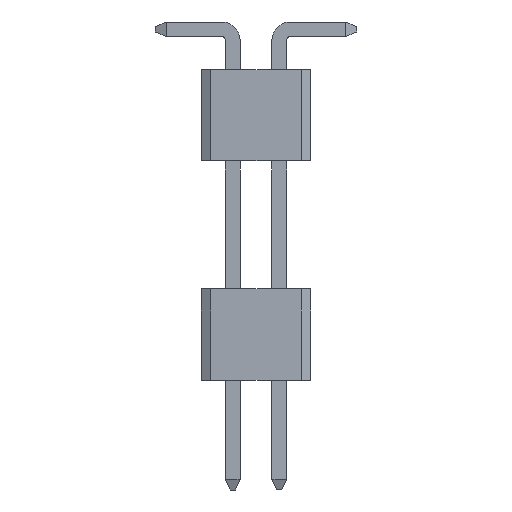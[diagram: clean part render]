
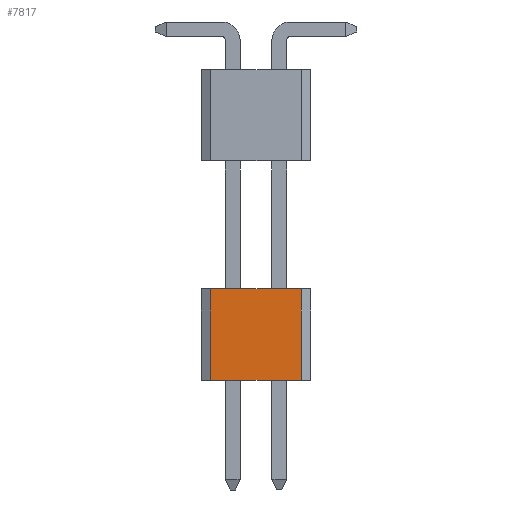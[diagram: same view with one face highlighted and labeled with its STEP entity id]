
A CAD part, left-side view. The second image highlights one B-rep face of the part: STEP entity #7817.
In plain terms, the highlighted planar face has unit normal (-1, 0, 0).
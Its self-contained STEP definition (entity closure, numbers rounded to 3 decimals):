
#316=FACE_OUTER_BOUND('',#724,.T.);
#724=EDGE_LOOP('',(#5802,#5803,#5804,#5805));
#1565=LINE('',#11694,#2577);
#1566=LINE('',#11697,#2578);
#1567=LINE('',#11699,#2579);
#1568=LINE('',#11700,#2580);
#2577=VECTOR('',#9659,1.);
#2578=VECTOR('',#9662,1.);
#2579=VECTOR('',#9663,1.);
#2580=VECTOR('',#9664,1.);
#3372=VERTEX_POINT('',#11690);
#3373=VERTEX_POINT('',#11692);
#3374=VERTEX_POINT('',#11696);
#3375=VERTEX_POINT('',#11698);
#4269=EDGE_CURVE('',#3373,#3372,#1565,.T.);
#4270=EDGE_CURVE('',#3373,#3374,#1566,.T.);
#4271=EDGE_CURVE('',#3374,#3375,#1567,.T.);
#4272=EDGE_CURVE('',#3372,#3375,#1568,.T.);
#5802=ORIENTED_EDGE('',*,*,#4270,.T.);
#5803=ORIENTED_EDGE('',*,*,#4271,.T.);
#5804=ORIENTED_EDGE('',*,*,#4272,.F.);
#5805=ORIENTED_EDGE('',*,*,#4269,.F.);
#7004=PLANE('',#8280);
#7817=ADVANCED_FACE('',(#316),#7004,.F.);
#8280=AXIS2_PLACEMENT_3D('',#11695,#9660,#9661);
#9659=DIRECTION('',(0.,0.,-1.));
#9660=DIRECTION('center_axis',(1.,0.,0.));
#9661=DIRECTION('ref_axis',(0.,0.,-1.));
#9662=DIRECTION('',(0.,1.,0.));
#9663=DIRECTION('',(0.,0.,-1.));
#9664=DIRECTION('',(0.,1.,0.));
#11690=CARTESIAN_POINT('',(-34.99,10.201,-3.4));
#11692=CARTESIAN_POINT('',(-34.99,10.201,-0.9));
#11694=CARTESIAN_POINT('',(-34.99,10.201,-1.8));
#11695=CARTESIAN_POINT('Origin',(-34.99,12.941,-3.4));
#11696=CARTESIAN_POINT('',(-34.99,12.681,-0.9));
#11697=CARTESIAN_POINT('',(-34.99,9.941,-0.9));
#11698=CARTESIAN_POINT('',(-34.99,12.681,-3.4));
#11699=CARTESIAN_POINT('',(-34.99,12.681,-1.8));
#11700=CARTESIAN_POINT('',(-34.99,12.941,-3.4));
